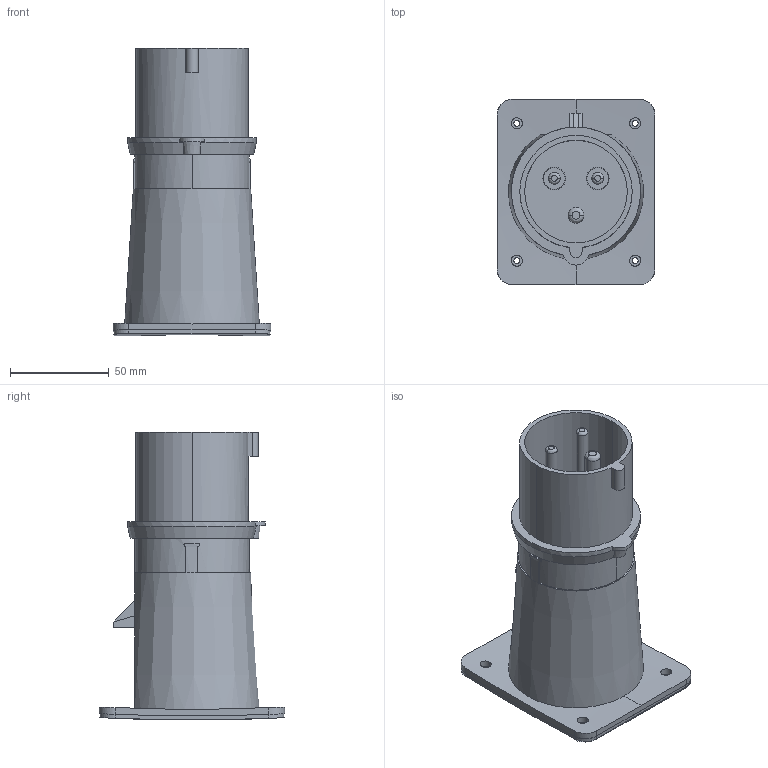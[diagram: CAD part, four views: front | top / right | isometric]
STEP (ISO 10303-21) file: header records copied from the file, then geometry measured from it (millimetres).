
FILE_DESCRIPTION((''),'2;1');
FILE_NAME('GW60215_ASM','2021-09-29T11:30:28',('User'),('Axiro Italia'),'CREO PARAMETRIC BY PTC INC, 2020354','CREO PARAMETRIC BY PTC INC, 2020354','');
FILE_SCHEMA(('CONFIG_CONTROL_DESIGN'));
Length unit declared in the file: millimetre
Products named in the file (3): GW60215_COMPONENTE_A_OR; GW60215_COMPONENTE_B_OR; GW60215_ASM
Assembly tree (2 placements, depth 2):
  GW60215_ASM
    GW60215_COMPONENTE_A_OR
    GW60215_COMPONENTE_B_OR
Bounding box: 80 x 94 x 145.92 mm (x, y, z)
Volume: 147696.4 mm3; surface area: 79086.8 mm2
Topology: 2 solids, 2 shells, 228 faces, 578 edges, 373 vertices
Faces by surface type: plane 108, cylinder 73, cone 25, bspline 20, torus 2
Entity records: 8514 total; most frequent: CARTESIAN_POINT 3007, ORIENTED_EDGE 1156, DIRECTION 1117, EDGE_CURVE 578, AXIS2_PLACEMENT_3D 454, VERTEX_POINT 373, EDGE_LOOP 257, CIRCLE 241
